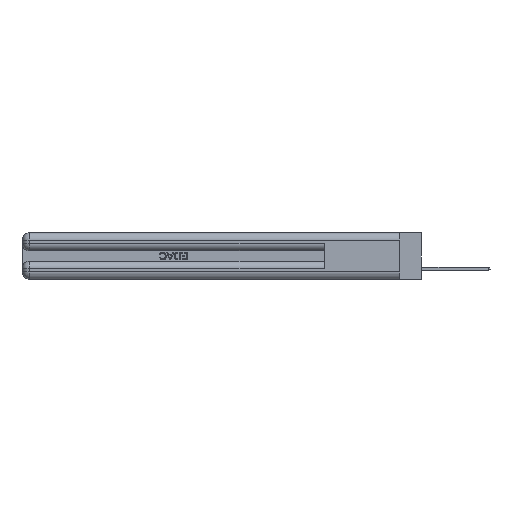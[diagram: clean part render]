
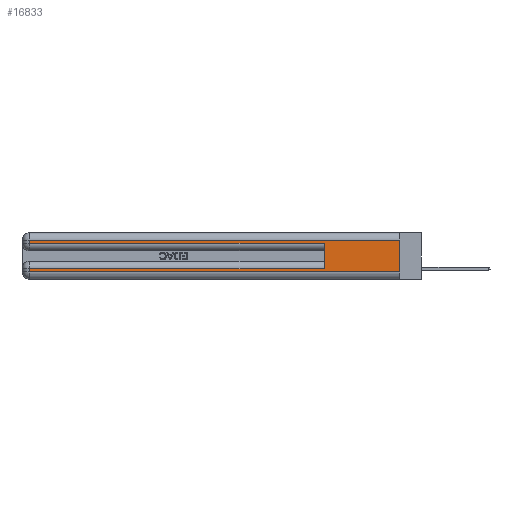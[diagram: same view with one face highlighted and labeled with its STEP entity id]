
A CAD part, left-side view. The second image highlights one B-rep face of the part: STEP entity #16833.
In plain terms, the highlighted planar face has unit normal (-1, 0, 0).
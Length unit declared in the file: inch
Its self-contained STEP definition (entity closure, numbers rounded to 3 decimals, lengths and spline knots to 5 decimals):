
#257 = CARTESIAN_POINT ( 'NONE',  ( 0., 0., 0.31 ) ) ;
#1337 = EDGE_CURVE ( 'NONE', #26636, #23815, #24954, .T. ) ;
#1896 = CARTESIAN_POINT ( 'NONE',  ( 0., 0.6, 0.145 ) ) ;
#2464 = ORIENTED_EDGE ( 'NONE', *, *, #9939, .T. ) ;
#2688 = VERTEX_POINT ( 'NONE', #12416 ) ;
#2744 = VECTOR ( 'NONE', #29453, 39.37008 ) ;
#3184 = ORIENTED_EDGE ( 'NONE', *, *, #25738, .F. ) ;
#3784 = LINE ( 'NONE', #19868, #21032 ) ;
#7033 = CARTESIAN_POINT ( 'NONE',  ( 0., 0., 0.37 ) ) ;
#8433 = LINE ( 'NONE', #32048, #42451 ) ;
#9423 = ORIENTED_EDGE ( 'NONE', *, *, #49088, .F. ) ;
#9939 = EDGE_CURVE ( 'NONE', #43075, #15364, #48922, .T. ) ;
#10835 = LINE ( 'NONE', #11288, #40396 ) ;
#11027 = CARTESIAN_POINT ( 'NONE',  ( 0., 2.94, 0.37 ) ) ;
#11106 = LINE ( 'NONE', #11027, #14185 ) ;
#11238 = EDGE_CURVE ( 'NONE', #38223, #43075, #11106, .T. ) ;
#11288 = CARTESIAN_POINT ( 'NONE',  ( 0., 0., 0.085 ) ) ;
#11343 = FACE_OUTER_BOUND ( 'NONE', #39465, .T. ) ;
#12416 = CARTESIAN_POINT ( 'NONE',  ( 0., 0.6, 0.085 ) ) ;
#12846 = VECTOR ( 'NONE', #34486, 39.37008 ) ;
#14135 = LINE ( 'NONE', #7033, #12846 ) ;
#14185 = VECTOR ( 'NONE', #18937, 39.37008 ) ;
#14774 = DIRECTION ( 'NONE',  ( 0., -1., 0. ) ) ;
#15364 = VERTEX_POINT ( 'NONE', #44160 ) ;
#16514 = ORIENTED_EDGE ( 'NONE', *, *, #28725, .T. ) ;
#16833 = ADVANCED_FACE ( 'NONE', ( #11343 ), #31354, .F. ) ;
#18146 = DIRECTION ( 'NONE',  ( 0., -1., 0. ) ) ;
#18580 = VERTEX_POINT ( 'NONE', #257 ) ;
#18937 = DIRECTION ( 'NONE',  ( 0., 0., -1. ) ) ;
#19597 = DIRECTION ( 'NONE',  ( 1., 0., 0. ) ) ;
#19700 = VERTEX_POINT ( 'NONE', #46153 ) ;
#19868 = CARTESIAN_POINT ( 'NONE',  ( 0., 2.94, 0.37 ) ) ;
#19926 = CARTESIAN_POINT ( 'NONE',  ( 0., 0., 0.37 ) ) ;
#21032 = VECTOR ( 'NONE', #24027, 39.37008 ) ;
#21308 = ORIENTED_EDGE ( 'NONE', *, *, #33665, .T. ) ;
#21868 = LINE ( 'NONE', #1896, #2744 ) ;
#23541 = CARTESIAN_POINT ( 'NONE',  ( 0., 0., 0.06 ) ) ;
#23815 = VERTEX_POINT ( 'NONE', #48496 ) ;
#24027 = DIRECTION ( 'NONE',  ( 0., 0., -1. ) ) ;
#24954 = LINE ( 'NONE', #23541, #29942 ) ;
#25738 = EDGE_CURVE ( 'NONE', #18580, #23815, #14135, .T. ) ;
#26636 = VERTEX_POINT ( 'NONE', #31181 ) ;
#28402 = DIRECTION ( 'NONE',  ( 0., 1., 0. ) ) ;
#28725 = EDGE_CURVE ( 'NONE', #18580, #38223, #8433, .T. ) ;
#29453 = DIRECTION ( 'NONE',  ( 0., 0., 1. ) ) ;
#29942 = VECTOR ( 'NONE', #18146, 39.37008 ) ;
#31181 = CARTESIAN_POINT ( 'NONE',  ( 0., 2.94, 0.06 ) ) ;
#31354 = PLANE ( 'NONE',  #40527 ) ;
#31515 = DIRECTION ( 'NONE',  ( 0., 0., -1. ) ) ;
#31526 = ORIENTED_EDGE ( 'NONE', *, *, #11238, .T. ) ;
#32048 = CARTESIAN_POINT ( 'NONE',  ( 0., 0., 0.31 ) ) ;
#32618 = CARTESIAN_POINT ( 'NONE',  ( 0., 2.94, 0.31 ) ) ;
#33665 = EDGE_CURVE ( 'NONE', #19700, #26636, #3784, .T. ) ;
#34463 = CARTESIAN_POINT ( 'NONE',  ( 0., 0., 0.285 ) ) ;
#34486 = DIRECTION ( 'NONE',  ( 0., 0., -1. ) ) ;
#38223 = VERTEX_POINT ( 'NONE', #32618 ) ;
#39465 = EDGE_LOOP ( 'NONE', ( #3184, #16514, #31526, #2464, #9423, #48799, #21308, #45993 ) ) ;
#40396 = VECTOR ( 'NONE', #46979, 39.37008 ) ;
#40527 = AXIS2_PLACEMENT_3D ( 'NONE', #19926, #19597, #31515 ) ;
#42451 = VECTOR ( 'NONE', #28402, 39.37008 ) ;
#42917 = CARTESIAN_POINT ( 'NONE',  ( 0., 2.94, 0.285 ) ) ;
#43075 = VERTEX_POINT ( 'NONE', #42917 ) ;
#44160 = CARTESIAN_POINT ( 'NONE',  ( 0., 0.6, 0.285 ) ) ;
#45993 = ORIENTED_EDGE ( 'NONE', *, *, #1337, .T. ) ;
#46153 = CARTESIAN_POINT ( 'NONE',  ( 0., 2.94, 0.085 ) ) ;
#46979 = DIRECTION ( 'NONE',  ( 0., 1., 0. ) ) ;
#48145 = EDGE_CURVE ( 'NONE', #2688, #19700, #10835, .T. ) ;
#48496 = CARTESIAN_POINT ( 'NONE',  ( 0., 0., 0.06 ) ) ;
#48799 = ORIENTED_EDGE ( 'NONE', *, *, #48145, .T. ) ;
#48922 = LINE ( 'NONE', #34463, #49562 ) ;
#49088 = EDGE_CURVE ( 'NONE', #2688, #15364, #21868, .T. ) ;
#49562 = VECTOR ( 'NONE', #14774, 39.37008 ) ;
